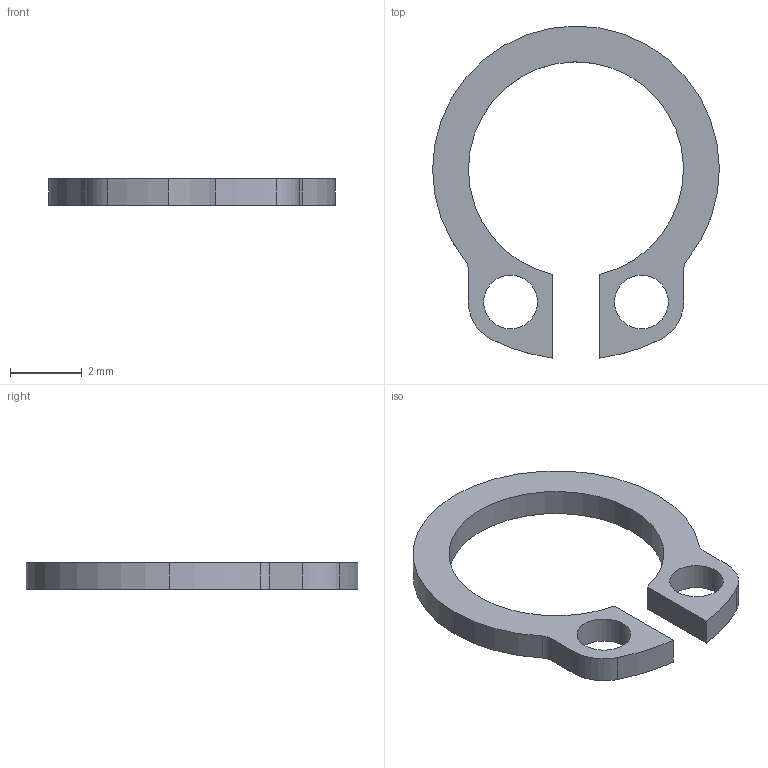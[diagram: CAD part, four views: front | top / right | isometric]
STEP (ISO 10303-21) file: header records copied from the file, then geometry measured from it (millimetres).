
FILE_DESCRIPTION(('HOOPS Exchange Step'),'2;1');
FILE_NAME('Anneau elastique.step','2018-12-28T16:46:31+00:00',('SYSTEM'),('Unknown organisation'),'HOOPS Exchange 10.0','HOOPS Exchange','Unknown authorisation');
FILE_SCHEMA( ('AUTOMOTIVE_DESIGN { 1 0 10303 214 1 1 1 1 }') );
Length unit declared in the file: millimetre
Products named in the file (2): Défaut; Anneau elastique
Assembly tree (1 placements, depth 2):
  Anneau elastique
    Défaut
Bounding box: 8 x 9.26 x 0.75 mm (x, y, z)
Volume: 17.9 mm3; surface area: 91.3 mm2
Topology: 1 solids, 1 shells, 18 faces, 52 edges, 36 vertices
Faces by surface type: cylinder 12, plane 6
Full cylindrical faces by diameter (mm): 1.5 x2
Entity records: 671 total; most frequent: DIRECTION 122, CARTESIAN_POINT 109, ORIENTED_EDGE 104, EDGE_CURVE 52, AXIS2_PLACEMENT_3D 49, VERTEX_POINT 36, CIRCLE 28, VECTOR 24
